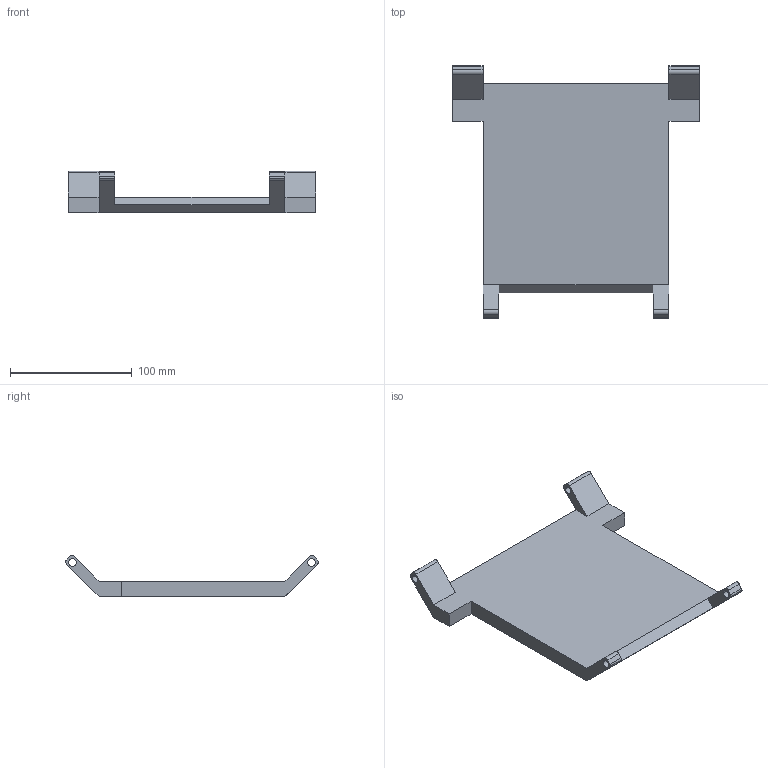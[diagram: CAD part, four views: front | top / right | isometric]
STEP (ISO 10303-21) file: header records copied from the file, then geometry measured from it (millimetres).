
FILE_DESCRIPTION (( 'STEP AP203' ), '1' );
FILE_NAME ('Blue_Joint - Copy_ver2_Default_sldprt.STEP', '2018-03-08T21:37:41', ( '' ), ( '' ), 'SwSTEP 2.0', 'SolidWorks 2017', '' );
FILE_SCHEMA (( 'CONFIG_CONTROL_DESIGN' ));
Length unit declared in the file: inch
Products named in the file (1): Blue_Joint - Copy_ver2_Default_sldprt
Bounding box: 203.2 x 207.08 x 33.93 mm (x, y, z)
Volume: 345976.3 mm3; surface area: 69321.4 mm2
Topology: 1 solids, 1 shells, 41 faces, 115 edges, 76 vertices
Faces by surface type: plane 23, cylinder 18
Entity records: 1424 total; most frequent: DIRECTION 235, CARTESIAN_POINT 233, ORIENTED_EDGE 230, EDGE_CURVE 115, LINE 79, VECTOR 79, AXIS2_PLACEMENT_3D 78, VERTEX_POINT 76
